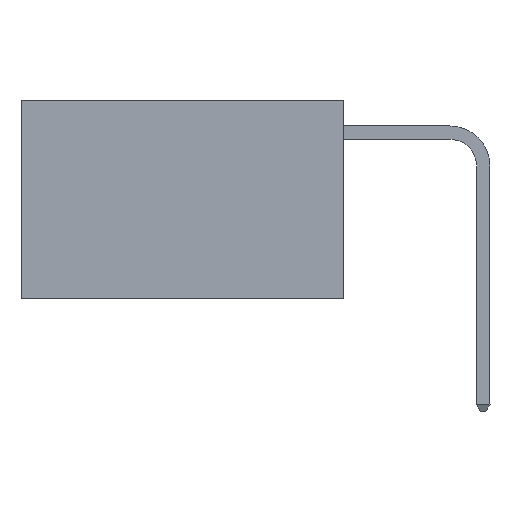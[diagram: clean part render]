
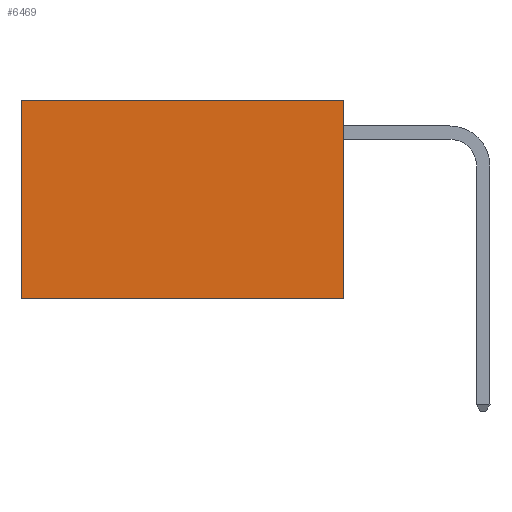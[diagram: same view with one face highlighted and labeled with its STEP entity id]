
A CAD part, left-side view. The second image highlights one B-rep face of the part: STEP entity #6469.
In plain terms, the highlighted planar face has unit normal (-1, 0, 0).
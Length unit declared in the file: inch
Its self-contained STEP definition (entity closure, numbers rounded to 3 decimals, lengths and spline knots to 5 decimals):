
#182 = VECTOR ( 'NONE', #1374, 39.37008 ) ;
#581 = CARTESIAN_POINT ( 'NONE',  ( 0.2625, 0., 0. ) ) ;
#680 = LINE ( 'NONE', #2563, #7831 ) ;
#734 = CARTESIAN_POINT ( 'NONE',  ( 0.2625, 0., -0.37 ) ) ;
#944 = EDGE_CURVE ( 'NONE', #2571, #3184, #1041, .T. ) ;
#1041 = LINE ( 'NONE', #7678, #8364 ) ;
#1374 = DIRECTION ( 'NONE',  ( 0., 0., -1. ) ) ;
#1376 = FACE_OUTER_BOUND ( 'NONE', #8080, .T. ) ;
#1466 = PLANE ( 'NONE',  #2537 ) ;
#1872 = CARTESIAN_POINT ( 'NONE',  ( 0.2625, 0.6, -0.37 ) ) ;
#2537 = AXIS2_PLACEMENT_3D ( 'NONE', #2901, #7697, #3616 ) ;
#2563 = CARTESIAN_POINT ( 'NONE',  ( 0.2625, 0., 0. ) ) ;
#2564 = CARTESIAN_POINT ( 'NONE',  ( 0.2625, 0.6, 0. ) ) ;
#2571 = VERTEX_POINT ( 'NONE', #2564 ) ;
#2901 = CARTESIAN_POINT ( 'NONE',  ( 0.2625, 0., 0. ) ) ;
#2966 = EDGE_CURVE ( 'NONE', #5793, #2571, #680, .T. ) ;
#3102 = VERTEX_POINT ( 'NONE', #7293 ) ;
#3184 = VERTEX_POINT ( 'NONE', #1872 ) ;
#3616 = DIRECTION ( 'NONE',  ( 0., 0., -1. ) ) ;
#4298 = ORIENTED_EDGE ( 'NONE', *, *, #5426, .F. ) ;
#5426 = EDGE_CURVE ( 'NONE', #3102, #3184, #5630, .T. ) ;
#5498 = LINE ( 'NONE', #5532, #182 ) ;
#5532 = CARTESIAN_POINT ( 'NONE',  ( 0.2625, 0., 0. ) ) ;
#5630 = LINE ( 'NONE', #734, #8800 ) ;
#5793 = VERTEX_POINT ( 'NONE', #581 ) ;
#6087 = DIRECTION ( 'NONE',  ( 0., 1., 0. ) ) ;
#6376 = EDGE_CURVE ( 'NONE', #5793, #3102, #5498, .T. ) ;
#6469 = ADVANCED_FACE ( 'NONE', ( #1376 ), #1466, .F. ) ;
#6952 = ORIENTED_EDGE ( 'NONE', *, *, #944, .T. ) ;
#7083 = ORIENTED_EDGE ( 'NONE', *, *, #6376, .F. ) ;
#7293 = CARTESIAN_POINT ( 'NONE',  ( 0.2625, 0., -0.37 ) ) ;
#7303 = ORIENTED_EDGE ( 'NONE', *, *, #2966, .T. ) ;
#7622 = DIRECTION ( 'NONE',  ( 0., 0., -1. ) ) ;
#7661 = DIRECTION ( 'NONE',  ( 0., 1., 0. ) ) ;
#7678 = CARTESIAN_POINT ( 'NONE',  ( 0.2625, 0.6, 0. ) ) ;
#7697 = DIRECTION ( 'NONE',  ( 1., 0., 0. ) ) ;
#7831 = VECTOR ( 'NONE', #6087, 39.37008 ) ;
#8080 = EDGE_LOOP ( 'NONE', ( #6952, #4298, #7083, #7303 ) ) ;
#8364 = VECTOR ( 'NONE', #7622, 39.37008 ) ;
#8800 = VECTOR ( 'NONE', #7661, 39.37008 ) ;
